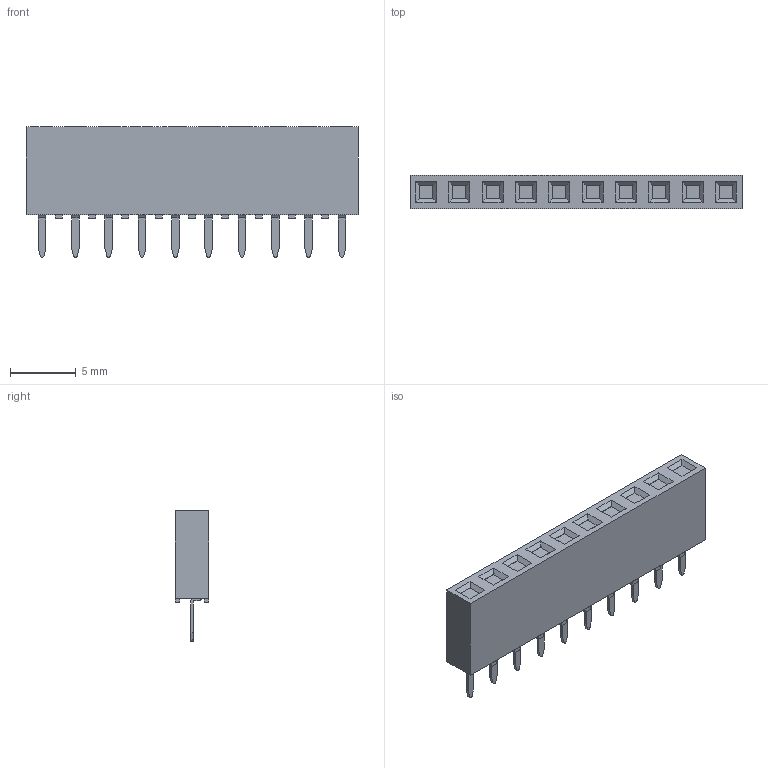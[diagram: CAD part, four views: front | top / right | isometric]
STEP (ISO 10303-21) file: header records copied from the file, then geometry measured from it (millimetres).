
FILE_DESCRIPTION((''),'2;1');
FILE_NAME('FCI_76341-310LF.stp','2014-06-26T13:21:05',(''),(''),'Mechanical Desktop 2011','Mechanical Desktop 2011',', , ');
FILE_SCHEMA(('AUTOMOTIVE_DESIGN { 1 2 10303 214 1 1 1 1 }'));
Length unit declared in the file: millimetre
Products named in the file (1): Product
Bounding box: 25.32 x 2.54 x 9.96 mm (x, y, z)
Volume: 430.7 mm3; surface area: 707.1 mm2
Topology: 30 solids, 30 shells, 294 faces, 686 edges, 444 vertices
Faces by surface type: plane 184, bspline 70, cylinder 40
Entity records: 8296 total; most frequent: CARTESIAN_POINT 1635, ORIENTED_EDGE 1372, DIRECTION 1216, EDGE_CURVE 686, VECTOR 606, LINE 606, VERTEX_POINT 444, AXIS2_PLACEMENT_3D 305
